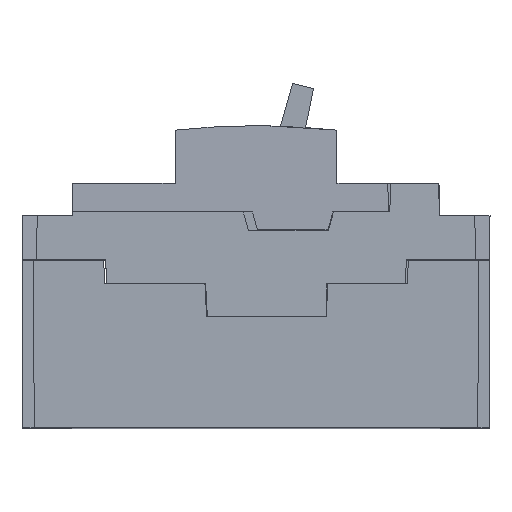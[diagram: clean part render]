
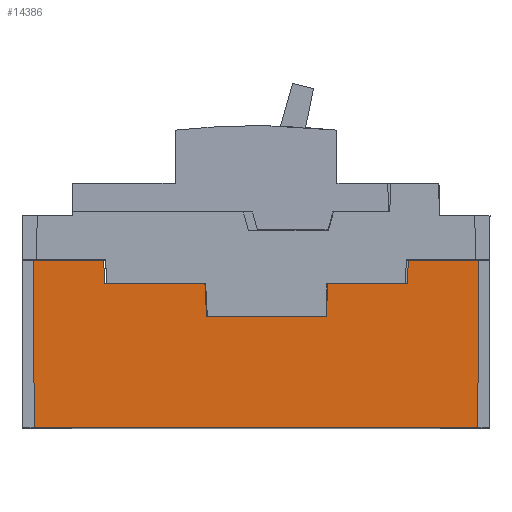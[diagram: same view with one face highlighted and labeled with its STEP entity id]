
A CAD part, top view. The second image highlights one B-rep face of the part: STEP entity #14386.
In plain terms, the highlighted planar face has unit normal (0, 0, 1).
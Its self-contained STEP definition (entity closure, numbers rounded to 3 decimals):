
#8778=DIRECTION('',(1.,0.,0.));
#8779=VECTOR('',#8778,19.454);
#8780=CARTESIAN_POINT('',(42.346,46.1,37.4));
#8781=LINE('4546219',#8780,#8779);
#11157=DIRECTION('',(1.,0.,0.));
#11158=VECTOR('',#11157,33.222);
#11159=CARTESIAN_POINT('',(-13.722,30.5,37.4));
#11160=LINE('4546229',#11159,#11158);
#11164=DIRECTION('',(0.003,1.,0.));
#11165=VECTOR('',#11164,46.6);
#11166=CARTESIAN_POINT('',(61.637,-0.5,37.4));
#11167=LINE('4645948',#11166,#11165);
#11171=DIRECTION('',(-1.,0.,0.));
#11172=VECTOR('',#11171,123.275);
#11173=CARTESIAN_POINT('',(61.637,-0.5,37.4));
#11174=LINE('4645950',#11173,#11172);
#11178=DIRECTION('',(-0.003,1.,0.));
#11179=VECTOR('',#11178,46.6);
#11180=CARTESIAN_POINT('',(-61.637,-0.5,37.4));
#11181=LINE('4645947',#11180,#11179);
#11185=DIRECTION('',(-1.,0.,0.));
#11186=VECTOR('',#11185,19.454);
#11187=CARTESIAN_POINT('',(-42.346,46.1,37.4));
#11188=LINE('4546204',#11187,#11186);
#11192=DIRECTION('',(-0.052,0.999,0.));
#11193=VECTOR('',#11192,6.609);
#11194=CARTESIAN_POINT('',(-42.,39.5,37.4));
#11195=LINE('4546202',#11194,#11193);
#11199=DIRECTION('',(-0.052,0.999,0.));
#11200=VECTOR('',#11199,9.012);
#11201=CARTESIAN_POINT('',(-13.722,30.5,37.4));
#11202=LINE('4546210',#11201,#11200);
#11206=DIRECTION('',(0.052,0.999,0.));
#11207=VECTOR('',#11206,9.012);
#11208=CARTESIAN_POINT('',(19.5,30.5,37.4));
#11209=LINE('4546216',#11208,#11207);
#11213=DIRECTION('',(-1.,0.,0.));
#11214=VECTOR('',#11213,22.028);
#11215=CARTESIAN_POINT('',(42.,39.5,37.4));
#11216=LINE('4546220',#11215,#11214);
#11234=DIRECTION('',(0.052,0.999,0.));
#11235=VECTOR('',#11234,6.609);
#11236=CARTESIAN_POINT('',(42.,39.5,37.4));
#11237=LINE('4546221',#11236,#11235);
#11283=DIRECTION('',(-1.,0.,0.));
#11284=VECTOR('',#11283,27.806);
#11285=CARTESIAN_POINT('',(-14.194,39.5,37.4));
#11286=LINE('4546212',#11285,#11284);
#11813=CARTESIAN_POINT('',(-42.,39.5,37.4));
#11814=CARTESIAN_POINT('',(-42.346,46.1,37.4));
#11815=VERTEX_POINT('',#11813);
#11816=VERTEX_POINT('',#11814);
#11817=CARTESIAN_POINT('',(-61.8,46.1,37.4));
#11818=VERTEX_POINT('',#11817);
#11819=CARTESIAN_POINT('',(-13.722,30.5,37.4));
#11820=CARTESIAN_POINT('',(-14.194,39.5,37.4));
#11821=VERTEX_POINT('',#11819);
#11822=VERTEX_POINT('',#11820);
#11823=CARTESIAN_POINT('',(61.8,46.1,37.4));
#11824=VERTEX_POINT('',#11823);
#11825=CARTESIAN_POINT('',(19.5,30.5,37.4));
#11826=CARTESIAN_POINT('',(19.972,39.5,37.4));
#11827=VERTEX_POINT('',#11825);
#11828=VERTEX_POINT('',#11826);
#11829=CARTESIAN_POINT('',(42.346,46.1,37.4));
#11830=VERTEX_POINT('',#11829);
#11831=CARTESIAN_POINT('',(42.,39.5,37.4));
#11832=VERTEX_POINT('',#11831);
#11955=CARTESIAN_POINT('',(-61.637,-0.5,37.4));
#11956=VERTEX_POINT('',#11955);
#11957=CARTESIAN_POINT('',(61.637,-0.5,37.4));
#11958=VERTEX_POINT('',#11957);
#14361=CARTESIAN_POINT('',(0.,0.,37.4));
#14362=DIRECTION('',(0.,0.,1.));
#14363=DIRECTION('',(1.,0.,0.));
#14364=AXIS2_PLACEMENT_3D('',#14361,#14362,#14363);
#14365=PLANE('4546201',#14364);
#14366=ORIENTED_EDGE('4546229',*,*,#12229,.T.);
#14368=ORIENTED_EDGE('4546216',*,*,#14367,.T.);
#14370=ORIENTED_EDGE('4546220',*,*,#14369,.F.);
#14372=ORIENTED_EDGE('4546221',*,*,#14371,.T.);
#14373=ORIENTED_EDGE('4546219',*,*,#12531,.T.);
#14375=ORIENTED_EDGE('4645948',*,*,#14374,.F.);
#14376=ORIENTED_EDGE('4645950',*,*,#12965,.T.);
#14377=ORIENTED_EDGE('4645947',*,*,#14356,.T.);
#14378=ORIENTED_EDGE('4546204',*,*,#12328,.F.);
#14380=ORIENTED_EDGE('4546202',*,*,#14379,.F.);
#14382=ORIENTED_EDGE('4546212',*,*,#14381,.F.);
#14383=ORIENTED_EDGE('4546210',*,*,#12256,.F.);
#14384=EDGE_LOOP('4546201',(#14366,#14368,#14370,#14372,#14373,#14375,#14376,
#14377,#14378,#14380,#14382,#14383));
#14385=FACE_OUTER_BOUND('4546201',#14384,.F.);
#14386=ADVANCED_FACE('4546201',(#14385),#14365,.T.);
#12229=EDGE_CURVE('4546229',#11821,#11827,#11160,.T.);
#12256=EDGE_CURVE('4546210',#11821,#11822,#11202,.T.);
#12328=EDGE_CURVE('4546204',#11816,#11818,#11188,.T.);
#12531=EDGE_CURVE('4546219',#11830,#11824,#8781,.T.);
#12965=EDGE_CURVE('4645950',#11958,#11956,#11174,.T.);
#14356=EDGE_CURVE('4645947',#11956,#11818,#11181,.T.);
#14367=EDGE_CURVE('4546216',#11827,#11828,#11209,.T.);
#14369=EDGE_CURVE('4546220',#11832,#11828,#11216,.T.);
#14371=EDGE_CURVE('4546221',#11832,#11830,#11237,.T.);
#14374=EDGE_CURVE('4645948',#11958,#11824,#11167,.T.);
#14379=EDGE_CURVE('4546202',#11815,#11816,#11195,.T.);
#14381=EDGE_CURVE('4546212',#11822,#11815,#11286,.T.);
